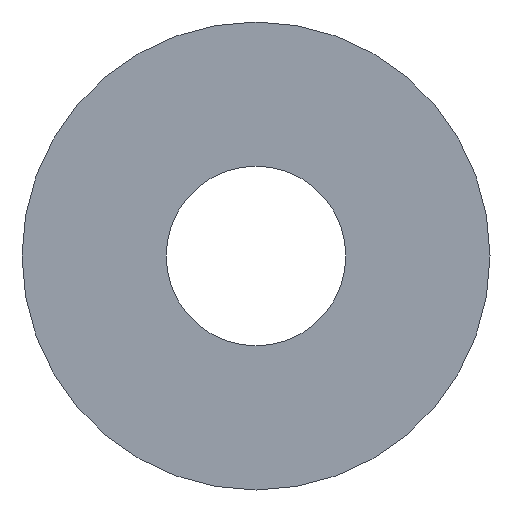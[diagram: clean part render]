
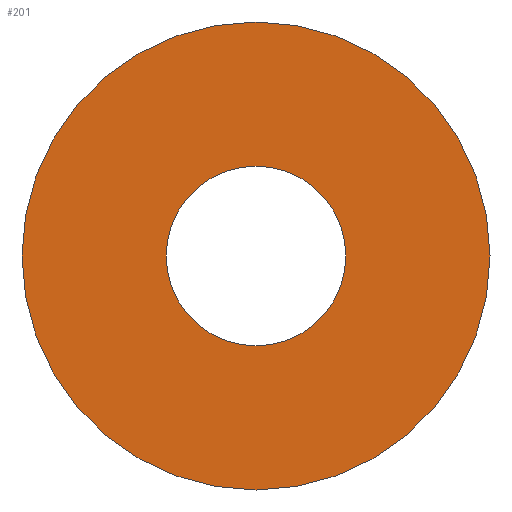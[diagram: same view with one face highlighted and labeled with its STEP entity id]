
A CAD part, front view. The second image highlights one B-rep face of the part: STEP entity #201.
In plain terms, the highlighted planar face has unit normal (0, -1, 0).
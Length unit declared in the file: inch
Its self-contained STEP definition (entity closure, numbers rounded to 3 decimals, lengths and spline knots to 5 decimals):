
#6 = DIRECTION ( 'NONE',  ( 0., 1., 0. ) ) ;
#13 = ORIENTED_EDGE ( 'NONE', *, *, #160, .F. ) ;
#14 = CARTESIAN_POINT ( 'NONE',  ( 0., 0., -0.138 ) ) ;
#16 = ORIENTED_EDGE ( 'NONE', *, *, #190, .T. ) ;
#28 = EDGE_LOOP ( 'NONE', ( #16, #106 ) ) ;
#29 = DIRECTION ( 'NONE',  ( 0., 1., 0. ) ) ;
#30 = CARTESIAN_POINT ( 'NONE',  ( 0., 0., 0. ) ) ;
#35 = EDGE_CURVE ( 'NONE', #147, #122, #204, .T. ) ;
#39 = CIRCLE ( 'NONE', #217, 0.138 ) ;
#41 = EDGE_LOOP ( 'NONE', ( #163, #13 ) ) ;
#50 = VERTEX_POINT ( 'NONE', #113 ) ;
#51 = CARTESIAN_POINT ( 'NONE',  ( 0., 0., 0. ) ) ;
#65 = CIRCLE ( 'NONE', #203, 0.35925 ) ;
#74 = CARTESIAN_POINT ( 'NONE',  ( 0., 0., 0. ) ) ;
#75 = CARTESIAN_POINT ( 'NONE',  ( 0., 0., 0. ) ) ;
#83 = CIRCLE ( 'NONE', #146, 0.35925 ) ;
#106 = ORIENTED_EDGE ( 'NONE', *, *, #35, .T. ) ;
#109 = CARTESIAN_POINT ( 'NONE',  ( 0., 0., 0. ) ) ;
#110 = DIRECTION ( 'NONE',  ( 0., 0., 1. ) ) ;
#113 = CARTESIAN_POINT ( 'NONE',  ( 0., 0., -0.35925 ) ) ;
#122 = VERTEX_POINT ( 'NONE', #14 ) ;
#123 = DIRECTION ( 'NONE',  ( 0., 0., 1. ) ) ;
#146 = AXIS2_PLACEMENT_3D ( 'NONE', #74, #214, #215 ) ;
#147 = VERTEX_POINT ( 'NONE', #149 ) ;
#149 = CARTESIAN_POINT ( 'NONE',  ( 0., 0., 0.138 ) ) ;
#160 = EDGE_CURVE ( 'NONE', #207, #50, #65, .T. ) ;
#161 = FACE_OUTER_BOUND ( 'NONE', #41, .T. ) ;
#163 = ORIENTED_EDGE ( 'NONE', *, *, #174, .F. ) ;
#164 = CARTESIAN_POINT ( 'NONE',  ( 0., 0., 0.35925 ) ) ;
#165 = DIRECTION ( 'NONE',  ( 0., 1., 0. ) ) ;
#166 = DIRECTION ( 'NONE',  ( 0., 0., 1. ) ) ;
#168 = FACE_BOUND ( 'NONE', #28, .T. ) ;
#174 = EDGE_CURVE ( 'NONE', #50, #207, #83, .T. ) ;
#176 = DIRECTION ( 'NONE',  ( 0., 0., 1. ) ) ;
#188 = AXIS2_PLACEMENT_3D ( 'NONE', #30, #165, #166 ) ;
#190 = EDGE_CURVE ( 'NONE', #122, #147, #39, .T. ) ;
#201 = ADVANCED_FACE ( 'NONE', ( #161, #168 ), #227, .F. ) ;
#203 = AXIS2_PLACEMENT_3D ( 'NONE', #75, #6, #176 ) ;
#204 = CIRCLE ( 'NONE', #188, 0.138 ) ;
#207 = VERTEX_POINT ( 'NONE', #164 ) ;
#214 = DIRECTION ( 'NONE',  ( 0., 1., 0. ) ) ;
#215 = DIRECTION ( 'NONE',  ( 0., 0., 1. ) ) ;
#217 = AXIS2_PLACEMENT_3D ( 'NONE', #51, #248, #123 ) ;
#227 = PLANE ( 'NONE',  #228 ) ;
#228 = AXIS2_PLACEMENT_3D ( 'NONE', #109, #29, #110 ) ;
#248 = DIRECTION ( 'NONE',  ( 0., 1., 0. ) ) ;
